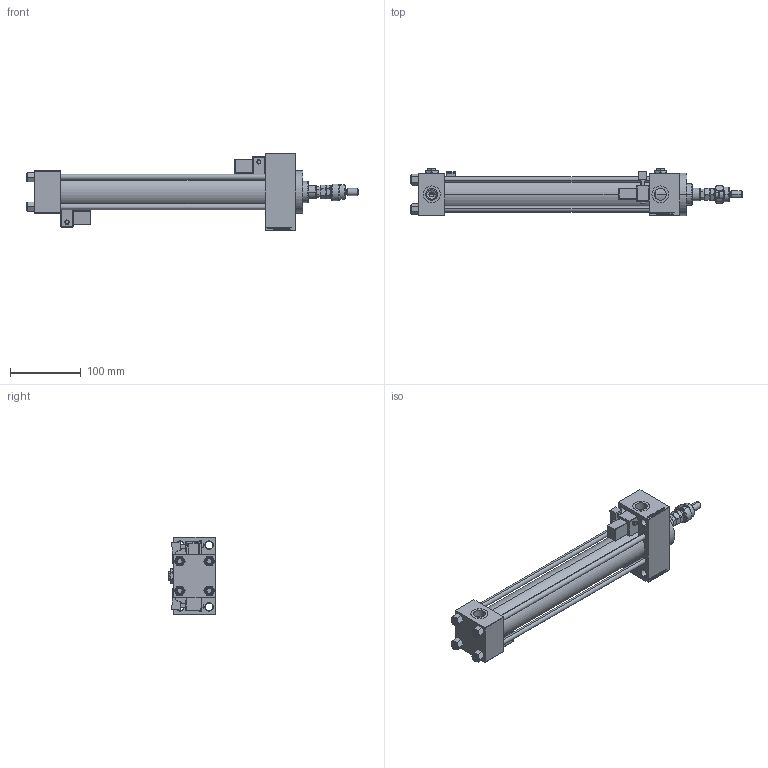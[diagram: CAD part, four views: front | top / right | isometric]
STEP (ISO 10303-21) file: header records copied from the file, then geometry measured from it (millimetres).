
FILE_DESCRIPTION (( 'STEP AP203' ), '1' );
FILE_NAME ('8c9a.STEP', '2023-08-23T12:19:53', ( '' ), ( '' ), 'SwSTEP 2.0', 'SolidWorks 2019', '' );
FILE_SCHEMA (( 'CONFIG_CONTROL_DESIGN' ));
Length unit declared in the file: millimetre
Products named in the file (11): V215CR_MSU bd1cf6dcb0e3482e7a75e8b788d81203; V215CR_D_Body bd1cf6dcb0e3482e7a75e8b788d81203; MFA bd1cf6dcb0e3482e7a75e8b788d81203; V215CR_D_TYCINKA bd1cf6dcb0e3482e7a75e8b788d81203; V215CR_VCP_D bd1cf6dcb0e3482e7a75e8b788d81203; FEMALE_PART_FOR_DFA bd1cf6dcb0e3482e7a75e8b788d81203; NUT_M5_D bd1cf6dcb0e3482e7a75e8b788d81203; V215_VC_A bd1cf6dcb0e3482e7a75e8b788d81203; DFA bd1cf6dcb0e3482e7a75e8b788d81203; 8c9a; Zatka_pro_OIL_PORT bd1cf6dcb0e3482e7a75e8b788d81203
Assembly tree (18 placements, depth 3):
  8c9a
    V215CR_D_Body bd1cf6dcb0e3482e7a75e8b788d81203
    V215CR_VCP_D bd1cf6dcb0e3482e7a75e8b788d81203
    NUT_M5_D bd1cf6dcb0e3482e7a75e8b788d81203  x4
    V215CR_D_TYCINKA bd1cf6dcb0e3482e7a75e8b788d81203  x4
    V215_VC_A bd1cf6dcb0e3482e7a75e8b788d81203
    DFA bd1cf6dcb0e3482e7a75e8b788d81203
      FEMALE_PART_FOR_DFA bd1cf6dcb0e3482e7a75e8b788d81203
      MFA bd1cf6dcb0e3482e7a75e8b788d81203
    V215CR_MSU bd1cf6dcb0e3482e7a75e8b788d81203  x2
    Zatka_pro_OIL_PORT bd1cf6dcb0e3482e7a75e8b788d81203  x2
Bounding box: 468 x 67 x 109 mm (x, y, z)
Volume: 760950.8 mm3; surface area: 240993.3 mm2
Topology: 17 solids, 17 shells, 1444 faces, 3530 edges, 2222 vertices
Faces by surface type: plane 632, bspline 368, cone 224, cylinder 172, torus 24, sphere 24
Entity records: 54305 total; most frequent: CARTESIAN_POINT 26754, ORIENTED_EDGE 5978, DIRECTION 4223, EDGE_CURVE 2989, VERTEX_POINT 1924, VECTOR 1711, LINE 1711, EDGE_LOOP 1349
